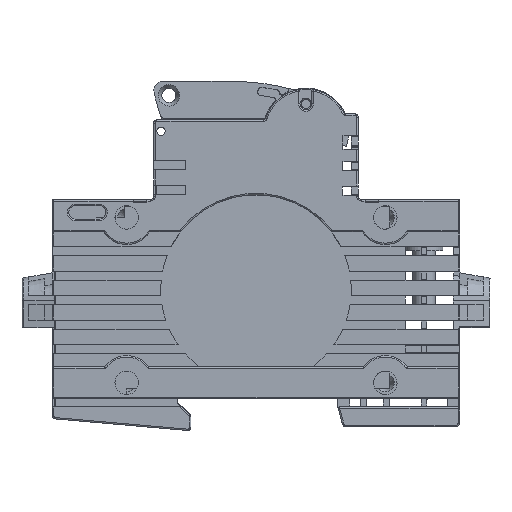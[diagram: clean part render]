
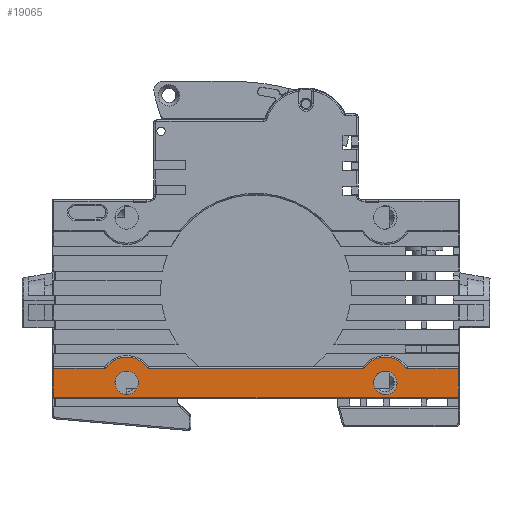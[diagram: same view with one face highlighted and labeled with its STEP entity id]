
A CAD part, left-side view. The second image highlights one B-rep face of the part: STEP entity #19065.
In plain terms, the highlighted planar face has unit normal (-1, 0, 0).
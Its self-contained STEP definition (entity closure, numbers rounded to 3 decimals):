
#16544=FACE_BOUND('',#25735,.T.);
#16545=FACE_BOUND('',#25736,.T.);
#16546=FACE_BOUND('',#25737,.T.);
#19065=ADVANCED_FACE('113765',(#16544,#16545,#16546),#21347,.T.);
#21347=PLANE('',#72701);
#25735=EDGE_LOOP('',(#34963,#34964,#34965,#34966,#34967,#34968,#34969,#34970));
#25736=EDGE_LOOP('',(#34971));
#25737=EDGE_LOOP('',(#34972));
#28312=CIRCLE('',#72696,2.6);
#28313=CIRCLE('',#72698,5.7);
#28314=CIRCLE('',#72699,5.7);
#28315=CIRCLE('',#72700,2.6);
#34963=ORIENTED_EDGE('',*,*,#53059,.T.);
#34964=ORIENTED_EDGE('',*,*,#53060,.F.);
#34965=ORIENTED_EDGE('',*,*,#53061,.T.);
#34966=ORIENTED_EDGE('',*,*,#53062,.F.);
#34967=ORIENTED_EDGE('',*,*,#53063,.F.);
#34968=ORIENTED_EDGE('',*,*,#53064,.F.);
#34969=ORIENTED_EDGE('',*,*,#53053,.F.);
#34970=ORIENTED_EDGE('',*,*,#53065,.F.);
#34971=ORIENTED_EDGE('',*,*,#53066,.T.);
#34972=ORIENTED_EDGE('',*,*,#53058,.T.);
#47119=VERTEX_POINT('',#99120);
#47120=VERTEX_POINT('',#99121);
#47121=VERTEX_POINT('',#99130);
#47122=VERTEX_POINT('',#99133);
#47123=VERTEX_POINT('',#99134);
#47124=VERTEX_POINT('',#99136);
#47125=VERTEX_POINT('',#99138);
#47126=VERTEX_POINT('',#99140);
#47127=VERTEX_POINT('',#99142);
#47128=VERTEX_POINT('',#99146);
#53053=EDGE_CURVE('95555',#47119,#47120,#59788,.T.);
#53058=EDGE_CURVE('95153',#47121,#47121,#28312,.T.);
#53059=EDGE_CURVE('95167',#47122,#47123,#28313,.T.);
#53060=EDGE_CURVE('95159',#47124,#47123,#59789,.T.);
#53061=EDGE_CURVE('95164',#47124,#47125,#28314,.T.);
#53062=EDGE_CURVE('103009',#47126,#47125,#59790,.T.);
#53063=EDGE_CURVE('103011',#47127,#47126,#59791,.T.);
#53064=EDGE_CURVE('103012',#47120,#47127,#59792,.T.);
#53065=EDGE_CURVE('95169',#47122,#47119,#59793,.T.);
#53066=EDGE_CURVE('95157',#47128,#47128,#28315,.T.);
#59788=LINE('',#99119,#64780);
#59789=LINE('',#99135,#64781);
#59790=LINE('',#99139,#64782);
#59791=LINE('',#99141,#64783);
#59792=LINE('',#99143,#64784);
#59793=LINE('',#99144,#64785);
#64780=VECTOR('',#81403,1.);
#64781=VECTOR('',#81424,1.);
#64782=VECTOR('',#81427,1.);
#64783=VECTOR('',#81428,1.);
#64784=VECTOR('',#81429,1.);
#64785=VECTOR('',#81430,1.);
#72696=AXIS2_PLACEMENT_3D('',#99129,#81418,#81419);
#72698=AXIS2_PLACEMENT_3D('',#99132,#81422,#81423);
#72699=AXIS2_PLACEMENT_3D('',#99137,#81425,#81426);
#72700=AXIS2_PLACEMENT_3D('',#99145,#81431,#81432);
#72701=AXIS2_PLACEMENT_3D('',#99147,#81433,#81434);
#81403=DIRECTION('',(0.,0.,-1.));
#81418=DIRECTION('',(1.,0.,0.));
#81419=DIRECTION('',(0.,0.,1.));
#81422=DIRECTION('',(-1.,0.,0.));
#81423=DIRECTION('',(0.,0.,1.));
#81424=DIRECTION('',(0.,-1.,0.));
#81425=DIRECTION('',(-1.,0.,0.));
#81426=DIRECTION('',(0.,0.,1.));
#81427=DIRECTION('',(0.,-1.,0.));
#81428=DIRECTION('',(0.,0.,1.));
#81429=DIRECTION('',(0.,1.,0.));
#81430=DIRECTION('',(0.,-1.,0.));
#81431=DIRECTION('',(1.,0.,0.));
#81432=DIRECTION('',(0.,0.,1.));
#81433=DIRECTION('',(-1.,0.,0.));
#81434=DIRECTION('',(0.,-1.,0.));
#99119=CARTESIAN_POINT('',(-13.4,-31.3,-56.253));
#99120=CARTESIAN_POINT('',(-13.4,-31.3,-56.253));
#99121=CARTESIAN_POINT('',(-13.4,-31.3,-62.648));
#99129=CARTESIAN_POINT('',(-13.4,-15.2,-59.453));
#99130=CARTESIAN_POINT('',(-13.4,-15.2,-56.853));
#99132=CARTESIAN_POINT('',(-13.4,-15.2,-59.453));
#99133=CARTESIAN_POINT('',(-13.4,-19.917,-56.253));
#99134=CARTESIAN_POINT('',(-13.4,-10.483,-56.253));
#99135=CARTESIAN_POINT('',(-13.4,13.3,-56.253));
#99136=CARTESIAN_POINT('',(-13.4,37.083,-56.253));
#99137=CARTESIAN_POINT('',(-13.4,41.8,-59.453));
#99138=CARTESIAN_POINT('',(-13.4,46.517,-56.253));
#99139=CARTESIAN_POINT('',(-13.4,13.3,-56.253));
#99140=CARTESIAN_POINT('',(-13.4,57.9,-56.253));
#99141=CARTESIAN_POINT('',(-13.4,57.9,-32.003));
#99142=CARTESIAN_POINT('',(-13.4,57.9,-62.648));
#99143=CARTESIAN_POINT('',(-13.4,-31.3,-62.648));
#99144=CARTESIAN_POINT('',(-13.4,-19.917,-56.253));
#99145=CARTESIAN_POINT('',(-13.4,41.8,-59.453));
#99146=CARTESIAN_POINT('',(-13.4,41.8,-56.853));
#99147=CARTESIAN_POINT('',(-13.4,13.3,-62.953));
